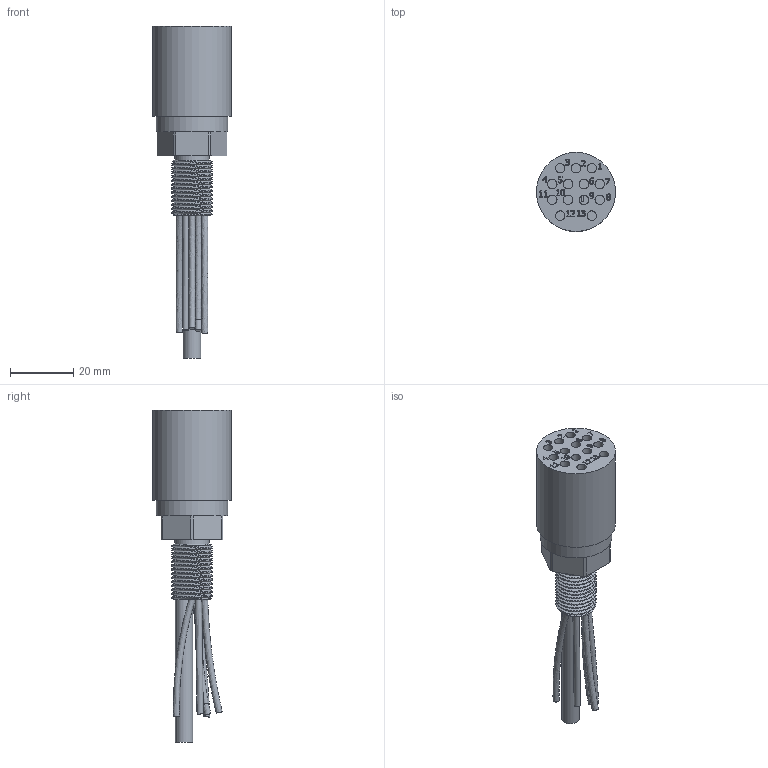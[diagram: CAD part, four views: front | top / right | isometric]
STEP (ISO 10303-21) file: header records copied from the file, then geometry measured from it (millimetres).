
FILE_DESCRIPTION(/* description */ (''),/* implementation_level */ '2;1');
FILE_NAME(/* name */ 'DBH13F.stp',/* time_stamp */ '2014-11-24T09:23:13+01:00',/* author */ ('sh'),/* organization */ (''),/* preprocessor_version */ 'ST-DEVELOPER v15.2',/* originating_system */ 'Autodesk Inventor 2014',/* authorisation */ '');
FILE_SCHEMA (('AUTOMOTIVE_DESIGN { 1 0 10303 214 3 1 1 }'));
Length unit declared in the file: millimetre
Products named in the file (1): DBH13F
Bounding box: 25 x 25 x 105 mm (x, y, z)
Volume: 20926.3 mm3; surface area: 8956.1 mm2
Topology: 1 solids, 1 shells, 364 faces, 945 edges, 631 vertices
Faces by surface type: plane 184, bspline 158, cylinder 20, cone 2
Full cylindrical faces by diameter (mm): 3 x13, 5.5 x1, 10.8 x1, 14.3 x1, 18.8 x1, 22.6 x1, 25 x1
Entity records: 14984 total; most frequent: CARTESIAN_POINT 6770, ORIENTED_EDGE 1848, DIRECTION 1070, EDGE_CURVE 924, VERTEX_POINT 629, LINE 552, VECTOR 552, EDGE_LOOP 431
